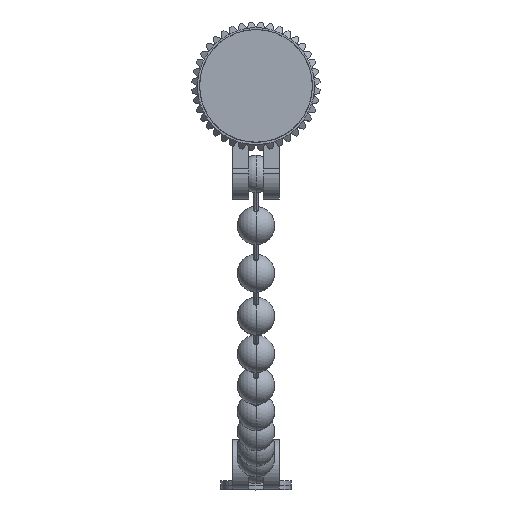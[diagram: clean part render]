
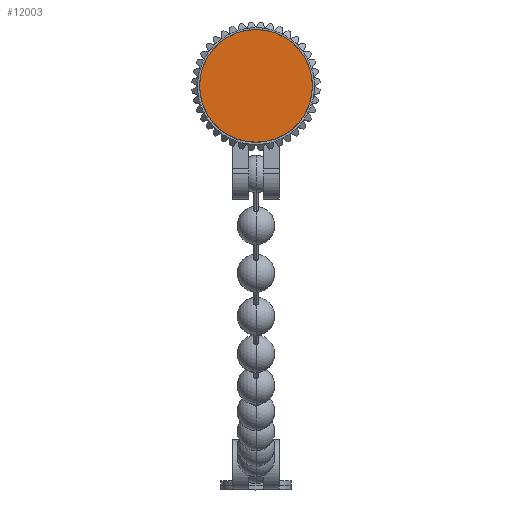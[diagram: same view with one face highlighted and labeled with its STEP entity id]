
A CAD part, top view. The second image highlights one B-rep face of the part: STEP entity #12003.
In plain terms, the highlighted planar face has unit normal (0, 0, 1).
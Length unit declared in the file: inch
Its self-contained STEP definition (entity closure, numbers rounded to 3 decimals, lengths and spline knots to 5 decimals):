
#240 = EDGE_CURVE ( 'NONE', #9587, #6340, #8781, .T. ) ;
#3214 = DIRECTION ( 'NONE',  ( 0., 0., 1. ) ) ;
#3482 = CARTESIAN_POINT ( 'NONE',  ( 0., 0., 0. ) ) ;
#3663 = AXIS2_PLACEMENT_3D ( 'NONE', #11276, #3214, #11208 ) ;
#3953 = ORIENTED_EDGE ( 'NONE', *, *, #240, .T. ) ;
#4338 = DIRECTION ( 'NONE',  ( 1., 0., 0. ) ) ;
#5479 = CARTESIAN_POINT ( 'NONE',  ( 0.18996, 0., 0. ) ) ;
#5756 = FACE_OUTER_BOUND ( 'NONE', #10749, .T. ) ;
#6247 = AXIS2_PLACEMENT_3D ( 'NONE', #3482, #11635, #8128 ) ;
#6340 = VERTEX_POINT ( 'NONE', #5479 ) ;
#6613 = EDGE_CURVE ( 'NONE', #6340, #9587, #13863, .T. ) ;
#8128 = DIRECTION ( 'NONE',  ( 1., 0., 0. ) ) ;
#8781 = CIRCLE ( 'NONE', #3663, 0.18996 ) ;
#9587 = VERTEX_POINT ( 'NONE', #12832 ) ;
#10441 = PLANE ( 'NONE',  #6247 ) ;
#10749 = EDGE_LOOP ( 'NONE', ( #13345, #3953 ) ) ;
#11208 = DIRECTION ( 'NONE',  ( 1., 0., 0. ) ) ;
#11276 = CARTESIAN_POINT ( 'NONE',  ( 0., 0., 0. ) ) ;
#11421 = AXIS2_PLACEMENT_3D ( 'NONE', #14773, #13551, #4338 ) ;
#11635 = DIRECTION ( 'NONE',  ( 0., 0., 1. ) ) ;
#12003 = ADVANCED_FACE ( 'NONE', ( #5756 ), #10441, .T. ) ;
#12832 = CARTESIAN_POINT ( 'NONE',  ( -0.18996, 0., 0. ) ) ;
#13345 = ORIENTED_EDGE ( 'NONE', *, *, #6613, .T. ) ;
#13551 = DIRECTION ( 'NONE',  ( 0., 0., 1. ) ) ;
#13863 = CIRCLE ( 'NONE', #11421, 0.18996 ) ;
#14773 = CARTESIAN_POINT ( 'NONE',  ( 0., 0., 0. ) ) ;
